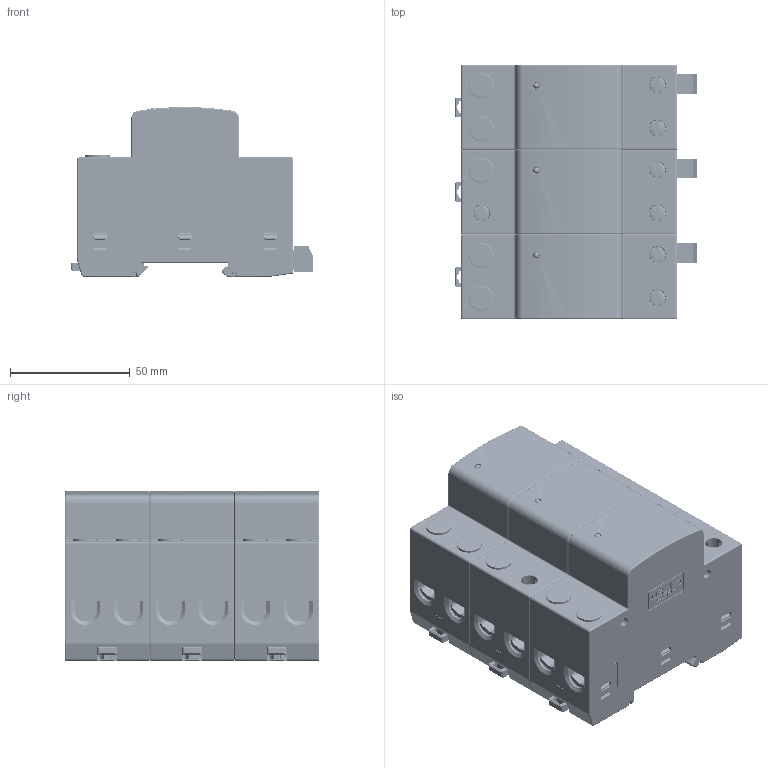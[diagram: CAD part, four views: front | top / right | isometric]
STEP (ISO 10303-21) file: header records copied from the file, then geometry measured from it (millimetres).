
FILE_DESCRIPTION((''),'2;1');
FILE_NAME('236-SHIMO-3P-XY','2025-06-25T',('weiren.liu'),(''),'PRO/ENGINEER BY PARAMETRIC TECHNOLOGY CORPORATION, 2017170','PRO/ENGINEER BY PARAMETRIC TECHNOLOGY CORPORATION, 2017170','');
FILE_SCHEMA(('CONFIG_CONTROL_DESIGN'));
Length unit declared in the file: millimetre
Products named in the file (1): 236-SHIMO-3P-XY
Bounding box: 101.3 x 106.2 x 70.9 mm (x, y, z)
Volume: 165510.8 mm3; surface area: 182672.9 mm2
Topology: 1 solids, 30 shells, 8207 faces, 23004 edges, 14843 vertices
Faces by surface type: plane 6270, cylinder 1473, torus 264, cone 104, bspline 66, sphere 30
Entity records: 266703 total; most frequent: CARTESIAN_POINT 53144, ORIENTED_EDGE 45996, DIRECTION 42941, EDGE_CURVE 22998, VECTOR 17661, LINE 17661, VERTEX_POINT 14843, AXIS2_PLACEMENT_3D 12640
